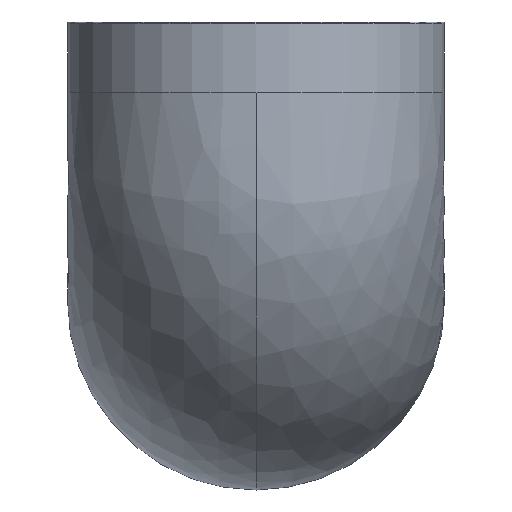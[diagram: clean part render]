
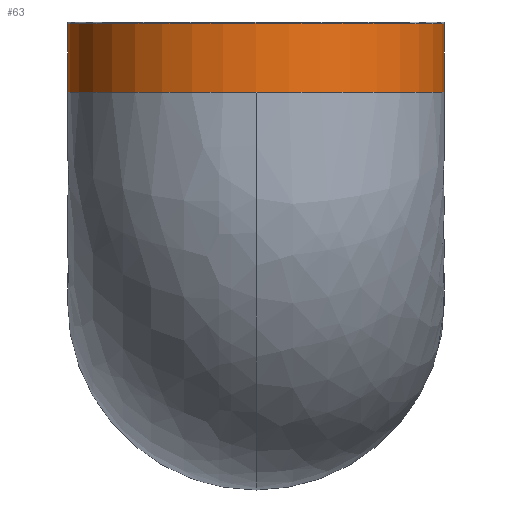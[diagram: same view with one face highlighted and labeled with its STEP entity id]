
A CAD part, top view. The second image highlights one B-rep face of the part: STEP entity #63.
In plain terms, the highlighted cylindrical face has radius 67.25 mm (diameter 134.5 mm), a partial arc.
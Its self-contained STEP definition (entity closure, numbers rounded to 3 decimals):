
#63=ADVANCED_FACE('',(#136),#137,.T.);
#136=FACE_OUTER_BOUND('',#1221,.T.);
#137=CYLINDRICAL_SURFACE('',#1222,67.25);
#1221=EDGE_LOOP('',(#1576,#1577,#1578,#1579,#1580,#1581));
#1222=AXIS2_PLACEMENT_3D('',#1582,#1583,#1584);
#1576=ORIENTED_EDGE('',*,*,#1766,.F.);
#1577=ORIENTED_EDGE('',*,*,#1767,.T.);
#1578=ORIENTED_EDGE('',*,*,#1724,.T.);
#1579=ORIENTED_EDGE('',*,*,#1768,.F.);
#1580=ORIENTED_EDGE('',*,*,#1769,.F.);
#1581=ORIENTED_EDGE('',*,*,#1770,.F.);
#1582=CARTESIAN_POINT('',(0.,99.5,99.5));
#1583=DIRECTION('',(0.,-1.0,0.));
#1584=DIRECTION('',(-1.0,0.,0.));
#1724=EDGE_CURVE('',#1816,#1814,#1817,.T.);
#1766=EDGE_CURVE('',#1884,#1885,#1886,.T.);
#1767=EDGE_CURVE('',#1884,#1816,#1887,.T.);
#1768=EDGE_CURVE('',#1888,#1814,#1889,.T.);
#1769=EDGE_CURVE('',#1890,#1888,#1891,.T.);
#1770=EDGE_CURVE('',#1885,#1890,#1892,.T.);
#1814=VERTEX_POINT('',#1956);
#1816=VERTEX_POINT('',#1958);
#1817=CIRCLE('',#1959,67.25);
#1884=VERTEX_POINT('',#2245);
#1885=VERTEX_POINT('',#2246);
#1886=LINE('',#2247,#2248);
#1887=CIRCLE('',#2249,67.25);
#1888=VERTEX_POINT('',#2250);
#1889=LINE('',#2251,#2252);
#1890=VERTEX_POINT('',#2253);
#1891=CIRCLE('',#2254,67.25);
#1892=CIRCLE('',#2255,67.25);
#1956=CARTESIAN_POINT('',(67.25,74.5,99.5));
#1958=CARTESIAN_POINT('',(0.,74.5,166.75));
#1959=AXIS2_PLACEMENT_3D('',#2309,#2310,#2311);
#2245=CARTESIAN_POINT('',(-67.25,74.5,99.5));
#2246=CARTESIAN_POINT('',(-67.25,99.0,99.5));
#2247=CARTESIAN_POINT('',(-67.25,86.745,99.5));
#2248=VECTOR('',#2355,1.0);
#2249=AXIS2_PLACEMENT_3D('',#2356,#2357,#2358);
#2250=CARTESIAN_POINT('',(67.25,99.0,99.5));
#2251=CARTESIAN_POINT('',(67.25,86.745,99.5));
#2252=VECTOR('',#2359,1.0);
#2253=CARTESIAN_POINT('',(0.,99.0,166.75));
#2254=AXIS2_PLACEMENT_3D('',#2360,#2361,#2362);
#2255=AXIS2_PLACEMENT_3D('',#2363,#2364,#2365);
#2309=CARTESIAN_POINT('',(0.,74.5,99.5));
#2310=DIRECTION('',(0.,1.0,0.));
#2311=DIRECTION('',(-1.0,0.,0.));
#2355=DIRECTION('',(0.,1.0,0.));
#2356=CARTESIAN_POINT('',(0.,74.5,99.5));
#2357=DIRECTION('',(0.,1.0,0.));
#2358=DIRECTION('',(-1.0,0.,0.));
#2359=DIRECTION('',(0.,-1.0,0.));
#2360=CARTESIAN_POINT('',(0.,99.0,99.5));
#2361=DIRECTION('',(0.,1.0,0.));
#2362=DIRECTION('',(-1.0,0.,0.));
#2363=CARTESIAN_POINT('',(0.,99.0,99.5));
#2364=DIRECTION('',(0.,1.0,0.));
#2365=DIRECTION('',(-1.0,0.,0.));
